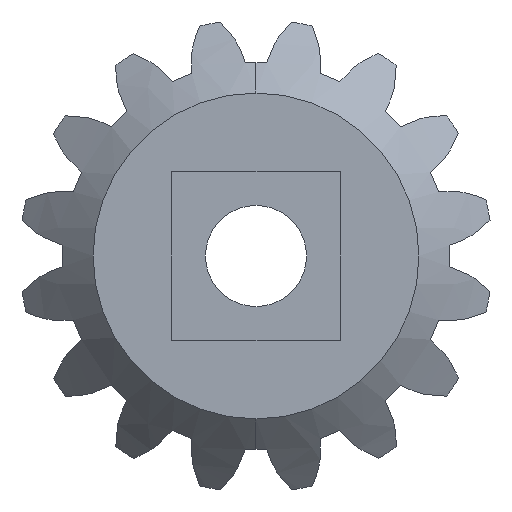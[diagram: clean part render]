
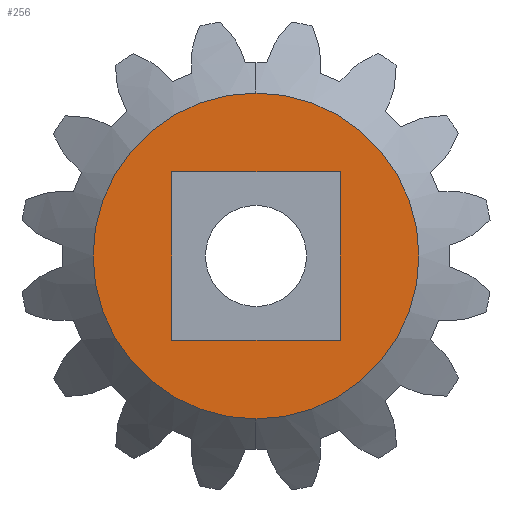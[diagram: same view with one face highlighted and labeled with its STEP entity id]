
A CAD part, front view. The second image highlights one B-rep face of the part: STEP entity #256.
In plain terms, the highlighted planar face has unit normal (0, -1, 0).
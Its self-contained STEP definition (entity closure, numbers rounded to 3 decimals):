
#256=ADVANCED_FACE('',(#507,#508),#509,.F.);
#507=FACE_OUTER_BOUND('',#2078,.T.);
#508=FACE_BOUND('',#2079,.T.);
#509=PLANE('',#2080);
#2078=EDGE_LOOP('',(#2747,#2748));
#2079=EDGE_LOOP('',(#2749,#2750,#2751,#2752));
#2080=AXIS2_PLACEMENT_3D('',#2753,#2754,#2755);
#2747=ORIENTED_EDGE('',*,*,#2932,.F.);
#2748=ORIENTED_EDGE('',*,*,#2805,.F.);
#2749=ORIENTED_EDGE('',*,*,#2884,.F.);
#2750=ORIENTED_EDGE('',*,*,#2983,.F.);
#2751=ORIENTED_EDGE('',*,*,#2994,.F.);
#2752=ORIENTED_EDGE('',*,*,#3034,.F.);
#2753=CARTESIAN_POINT('',(0.0,-8.08,0.0));
#2754=DIRECTION('',(0.0,1.0,0.0));
#2755=DIRECTION('',(0.0,0.0,1.0));
#2805=EDGE_CURVE('',#3154,#3092,#3156,.T.);
#2884=EDGE_CURVE('',#3280,#3281,#3282,.T.);
#2932=EDGE_CURVE('',#3092,#3154,#3354,.T.);
#2983=EDGE_CURVE('',#3428,#3280,#3429,.T.);
#2994=EDGE_CURVE('',#3442,#3428,#3443,.T.);
#3034=EDGE_CURVE('',#3281,#3442,#3492,.T.);
#3092=VERTEX_POINT('',#3594);
#3154=VERTEX_POINT('',#3754);
#3156=CIRCLE('',#3757,4.834);
#3280=VERTEX_POINT('',#4011);
#3281=VERTEX_POINT('',#4012);
#3282=LINE('',#4013,#4014);
#3354=CIRCLE('',#4177,4.834);
#3428=VERTEX_POINT('',#4364);
#3429=LINE('',#4365,#4366);
#3442=VERTEX_POINT('',#4396);
#3443=LINE('',#4397,#4398);
#3492=LINE('',#4525,#4526);
#3594=CARTESIAN_POINT('',(0.0,-8.08,4.834));
#3754=CARTESIAN_POINT('',(0.,-8.08,-4.834));
#3757=AXIS2_PLACEMENT_3D('',#4624,#4625,#4626);
#4011=CARTESIAN_POINT('',(2.5,-8.08,2.5));
#4012=CARTESIAN_POINT('',(-2.5,-8.08,2.5));
#4013=CARTESIAN_POINT('',(0.,-8.08,2.5));
#4014=VECTOR('',#4669,1000.0);
#4177=AXIS2_PLACEMENT_3D('',#4696,#4697,#4698);
#4364=CARTESIAN_POINT('',(2.5,-8.08,-2.5));
#4365=CARTESIAN_POINT('',(2.5,-8.08,0.));
#4366=VECTOR('',#4732,1000.0);
#4396=CARTESIAN_POINT('',(-2.5,-8.08,-2.5));
#4397=CARTESIAN_POINT('',(0.,-8.08,-2.5));
#4398=VECTOR('',#4737,1000.0);
#4525=CARTESIAN_POINT('',(-2.5,-8.08,0.));
#4526=VECTOR('',#4754,1000.0);
#4624=CARTESIAN_POINT('',(0.0,-8.08,0.0));
#4625=DIRECTION('',(0.0,1.0,0.0));
#4626=DIRECTION('',(0.0,0.0,1.0));
#4669=DIRECTION('',(-1.0,0.0,0.));
#4696=CARTESIAN_POINT('',(0.0,-8.08,0.0));
#4697=DIRECTION('',(0.0,1.0,0.0));
#4698=DIRECTION('',(0.0,0.0,1.0));
#4732=DIRECTION('',(0.,0.0,1.0));
#4737=DIRECTION('',(1.0,0.0,0.0));
#4754=DIRECTION('',(0.,0.0,-1.0));
